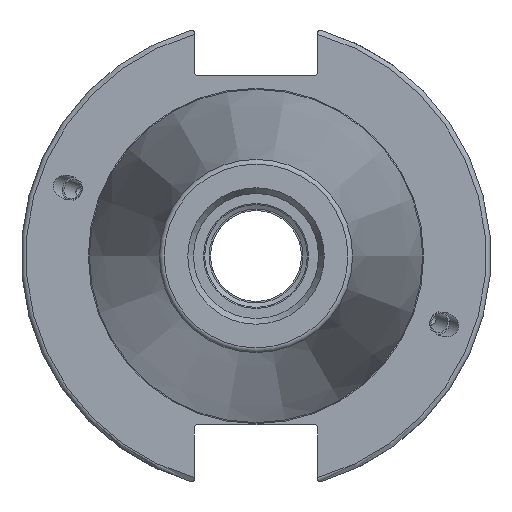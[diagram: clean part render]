
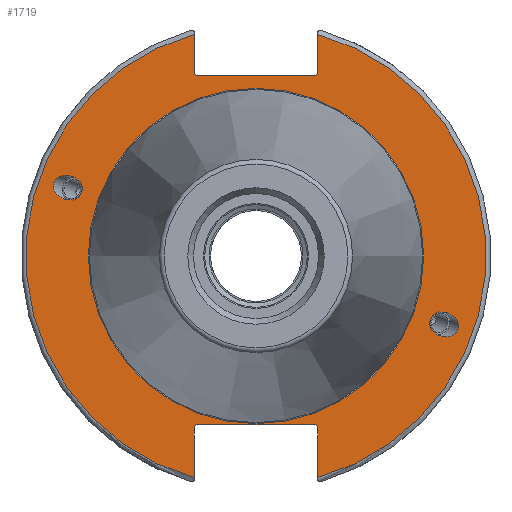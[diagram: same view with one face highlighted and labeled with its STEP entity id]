
A CAD part, left-side view. The second image highlights one B-rep face of the part: STEP entity #1719.
In plain terms, the highlighted planar face has unit normal (-1, 0, 0).
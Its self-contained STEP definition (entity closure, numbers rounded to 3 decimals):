
#31=ELLIPSE('',#1848,3.052,2.5);
#32=ELLIPSE('',#1887,3.052,2.5);
#72=FACE_BOUND('',#588,.T.);
#73=FACE_BOUND('',#589,.T.);
#74=FACE_BOUND('',#590,.T.);
#90=PLANE('',#1905);
#162=LINE('',#3307,#256);
#163=LINE('',#3309,#257);
#164=LINE('',#3311,#258);
#165=LINE('',#3313,#259);
#166=LINE('',#3315,#260);
#167=LINE('',#3319,#261);
#168=LINE('',#3321,#262);
#169=LINE('',#3323,#263);
#170=LINE('',#3325,#264);
#171=LINE('',#3326,#265);
#256=VECTOR('',#2279,10.);
#257=VECTOR('',#2280,10.);
#258=VECTOR('',#2281,10.);
#259=VECTOR('',#2282,10.);
#260=VECTOR('',#2283,10.);
#261=VECTOR('',#2286,10.);
#262=VECTOR('',#2287,10.);
#263=VECTOR('',#2288,10.);
#264=VECTOR('',#2289,10.);
#265=VECTOR('',#2290,10.);
#375=CIRCLE('',#1901,35.125);
#376=CIRCLE('',#1902,35.125);
#379=CIRCLE('',#1906,48.213);
#380=CIRCLE('',#1907,48.213);
#483=FACE_OUTER_BOUND('',#587,.T.);
#587=EDGE_LOOP('',(#1417,#1418,#1419,#1420,#1421,#1422,#1423,#1424,#1425,
#1426,#1427,#1428));
#588=EDGE_LOOP('',(#1429));
#589=EDGE_LOOP('',(#1430));
#590=EDGE_LOOP('',(#1431,#1432));
#755=VERTEX_POINT('',#2960);
#800=VERTEX_POINT('',#3267);
#809=VERTEX_POINT('',#3294);
#810=VERTEX_POINT('',#3296);
#812=VERTEX_POINT('',#3303);
#813=VERTEX_POINT('',#3304);
#814=VERTEX_POINT('',#3306);
#815=VERTEX_POINT('',#3308);
#816=VERTEX_POINT('',#3310);
#817=VERTEX_POINT('',#3312);
#818=VERTEX_POINT('',#3314);
#819=VERTEX_POINT('',#3316);
#820=VERTEX_POINT('',#3318);
#821=VERTEX_POINT('',#3320);
#822=VERTEX_POINT('',#3322);
#823=VERTEX_POINT('',#3324);
#961=EDGE_CURVE('',#755,#755,#31,.T.);
#1019=EDGE_CURVE('',#800,#800,#32,.T.);
#1032=EDGE_CURVE('',#809,#810,#375,.T.);
#1033=EDGE_CURVE('',#810,#809,#376,.T.);
#1036=EDGE_CURVE('',#812,#813,#379,.T.);
#1037=EDGE_CURVE('',#812,#814,#162,.T.);
#1038=EDGE_CURVE('',#815,#814,#163,.T.);
#1039=EDGE_CURVE('',#815,#816,#164,.T.);
#1040=EDGE_CURVE('',#817,#816,#165,.T.);
#1041=EDGE_CURVE('',#817,#818,#166,.T.);
#1042=EDGE_CURVE('',#819,#818,#380,.T.);
#1043=EDGE_CURVE('',#819,#820,#167,.T.);
#1044=EDGE_CURVE('',#821,#820,#168,.T.);
#1045=EDGE_CURVE('',#821,#822,#169,.T.);
#1046=EDGE_CURVE('',#823,#822,#170,.T.);
#1047=EDGE_CURVE('',#823,#813,#171,.T.);
#1417=ORIENTED_EDGE('',*,*,#1036,.F.);
#1418=ORIENTED_EDGE('',*,*,#1037,.T.);
#1419=ORIENTED_EDGE('',*,*,#1038,.F.);
#1420=ORIENTED_EDGE('',*,*,#1039,.T.);
#1421=ORIENTED_EDGE('',*,*,#1040,.F.);
#1422=ORIENTED_EDGE('',*,*,#1041,.T.);
#1423=ORIENTED_EDGE('',*,*,#1042,.F.);
#1424=ORIENTED_EDGE('',*,*,#1043,.T.);
#1425=ORIENTED_EDGE('',*,*,#1044,.F.);
#1426=ORIENTED_EDGE('',*,*,#1045,.T.);
#1427=ORIENTED_EDGE('',*,*,#1046,.F.);
#1428=ORIENTED_EDGE('',*,*,#1047,.T.);
#1429=ORIENTED_EDGE('',*,*,#961,.T.);
#1430=ORIENTED_EDGE('',*,*,#1019,.T.);
#1431=ORIENTED_EDGE('',*,*,#1033,.F.);
#1432=ORIENTED_EDGE('',*,*,#1032,.F.);
#1719=ADVANCED_FACE('',(#483,#72,#73,#74),#90,.T.);
#1848=AXIS2_PLACEMENT_3D('',#2962,#2141,#2142);
#1887=AXIS2_PLACEMENT_3D('',#3269,#2235,#2236);
#1901=AXIS2_PLACEMENT_3D('',#3297,#2267,#2268);
#1902=AXIS2_PLACEMENT_3D('',#3298,#2269,#2270);
#1905=AXIS2_PLACEMENT_3D('',#3302,#2275,#2276);
#1906=AXIS2_PLACEMENT_3D('',#3305,#2277,#2278);
#1907=AXIS2_PLACEMENT_3D('',#3317,#2284,#2285);
#2141=DIRECTION('center_axis',(1.,0.,0.));
#2142=DIRECTION('ref_axis',(0.,-0.94,-0.342));
#2235=DIRECTION('center_axis',(1.,0.,0.));
#2236=DIRECTION('ref_axis',(0.,0.94,0.342));
#2267=DIRECTION('center_axis',(-1.,0.,0.));
#2268=DIRECTION('ref_axis',(0.,-1.,0.));
#2269=DIRECTION('center_axis',(-1.,0.,0.));
#2270=DIRECTION('ref_axis',(0.,-1.,0.));
#2275=DIRECTION('center_axis',(-1.,0.,0.));
#2276=DIRECTION('ref_axis',(0.,0.,1.));
#2277=DIRECTION('center_axis',(1.,0.,0.));
#2278=DIRECTION('ref_axis',(0.,-1.,0.));
#2279=DIRECTION('',(0.,0.,-1.));
#2280=DIRECTION('',(0.,-0.707,0.707));
#2281=DIRECTION('',(0.,1.,0.));
#2282=DIRECTION('',(0.,-0.707,-0.707));
#2283=DIRECTION('',(0.,0.,1.));
#2284=DIRECTION('center_axis',(1.,0.,0.));
#2285=DIRECTION('ref_axis',(0.,1.,0.));
#2286=DIRECTION('',(0.,0.,1.));
#2287=DIRECTION('',(0.,0.707,-0.707));
#2288=DIRECTION('',(0.,-1.,0.));
#2289=DIRECTION('',(0.,0.707,0.707));
#2290=DIRECTION('',(0.,0.,-1.));
#2960=CARTESIAN_POINT('',(3.175,-36.599,-13.321));
#2962=CARTESIAN_POINT('Origin',(3.175,-39.467,-14.365));
#3267=CARTESIAN_POINT('',(3.175,36.599,13.321));
#3269=CARTESIAN_POINT('Origin',(3.175,39.467,14.365));
#3294=CARTESIAN_POINT('',(3.175,0.,35.125));
#3296=CARTESIAN_POINT('',(3.175,35.125,0.));
#3297=CARTESIAN_POINT('Origin',(3.175,0.,0.));
#3298=CARTESIAN_POINT('Origin',(3.175,0.,0.));
#3302=CARTESIAN_POINT('Origin',(3.175,49.213,0.));
#3303=CARTESIAN_POINT('',(3.175,-12.95,46.441));
#3304=CARTESIAN_POINT('',(3.175,-12.95,-46.441));
#3305=CARTESIAN_POINT('Origin',(3.175,0.,0.));
#3306=CARTESIAN_POINT('',(3.175,-12.95,38.219));
#3307=CARTESIAN_POINT('',(3.175,-12.95,18.86));
#3308=CARTESIAN_POINT('',(3.175,-12.45,37.719));
#3309=CARTESIAN_POINT('',(3.175,12.27,12.999));
#3310=CARTESIAN_POINT('',(3.175,12.45,37.719));
#3311=CARTESIAN_POINT('',(3.175,24.606,37.719));
#3312=CARTESIAN_POINT('',(3.175,12.95,38.219));
#3313=CARTESIAN_POINT('',(3.175,12.336,37.605));
#3314=CARTESIAN_POINT('',(3.175,12.95,46.441));
#3315=CARTESIAN_POINT('',(3.175,12.95,18.86));
#3316=CARTESIAN_POINT('',(3.175,12.95,-46.441));
#3317=CARTESIAN_POINT('Origin',(3.175,0.,0.));
#3318=CARTESIAN_POINT('',(3.175,12.95,-35.806));
#3319=CARTESIAN_POINT('',(3.175,12.95,-17.653));
#3320=CARTESIAN_POINT('',(3.175,12.45,-35.306));
#3321=CARTESIAN_POINT('',(3.175,12.939,-35.795));
#3322=CARTESIAN_POINT('',(3.175,-12.45,-35.306));
#3323=CARTESIAN_POINT('',(3.175,24.606,-35.306));
#3324=CARTESIAN_POINT('',(3.175,-12.95,-35.806));
#3325=CARTESIAN_POINT('',(3.175,11.667,-11.189));
#3326=CARTESIAN_POINT('',(3.175,-12.95,-17.653));
